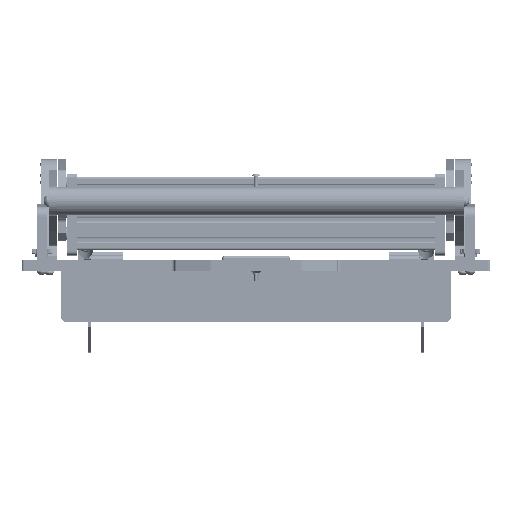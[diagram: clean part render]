
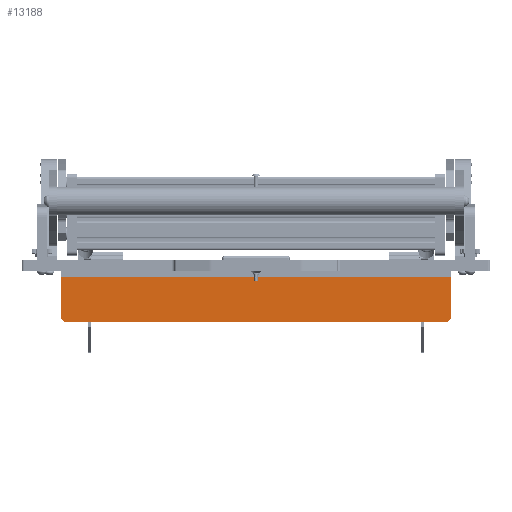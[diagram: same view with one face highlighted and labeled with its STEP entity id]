
A CAD part, top view. The second image highlights one B-rep face of the part: STEP entity #13188.
In plain terms, the highlighted face is planar.
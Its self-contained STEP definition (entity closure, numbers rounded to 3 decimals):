
#168 = CARTESIAN_POINT ( 'NONE',  ( -6., -50., 192. ) ) ;
#336 = LINE ( 'NONE', #87646, #2790 ) ;
#417 = DIRECTION ( 'NONE',  ( 0., 0., -1. ) ) ;
#2388 = EDGE_CURVE ( 'NONE', #4993, #70112, #32985, .T. ) ;
#2429 = CARTESIAN_POINT ( 'NONE',  ( -6., -47., -192. ) ) ;
#2790 = VECTOR ( 'NONE', #417, 1000. ) ;
#3469 = DIRECTION ( 'NONE',  ( 0., 1., 0. ) ) ;
#4993 = VERTEX_POINT ( 'NONE', #33259 ) ;
#7087 = DIRECTION ( 'NONE',  ( 0., -1., 0. ) ) ;
#10915 = ORIENTED_EDGE ( 'NONE', *, *, #43705, .T. ) ;
#13110 = VERTEX_POINT ( 'NONE', #2429 ) ;
#13188 = ADVANCED_FACE ( 'NONE', ( #55449 ), #89994, .F. ) ;
#13978 = DIRECTION ( 'NONE',  ( 0., -1., 0. ) ) ;
#14345 = CARTESIAN_POINT ( 'NONE',  ( -6., -6., 192. ) ) ;
#17979 = EDGE_CURVE ( 'NONE', #43695, #61999, #28918, .T. ) ;
#19707 = ORIENTED_EDGE ( 'NONE', *, *, #17979, .F. ) ;
#20094 = EDGE_LOOP ( 'NONE', ( #100151, #52116, #19707, #90037, #27567, #10915 ) ) ;
#26843 = CARTESIAN_POINT ( 'NONE',  ( -6., -6., 192. ) ) ;
#27567 = ORIENTED_EDGE ( 'NONE', *, *, #86733, .T. ) ;
#28194 = VECTOR ( 'NONE', #33443, 1000. ) ;
#28918 = LINE ( 'NONE', #14345, #44915 ) ;
#32985 = LINE ( 'NONE', #168, #94604 ) ;
#33150 = LINE ( 'NONE', #53939, #40548 ) ;
#33162 = CARTESIAN_POINT ( 'NONE',  ( -6., -6., -192. ) ) ;
#33259 = CARTESIAN_POINT ( 'NONE',  ( -6., -50., 189. ) ) ;
#33443 = DIRECTION ( 'NONE',  ( 0., -0.707, 0.707 ) ) ;
#35606 = LINE ( 'NONE', #81962, #28194 ) ;
#39746 = EDGE_CURVE ( 'NONE', #43695, #65026, #336, .T. ) ;
#40548 = VECTOR ( 'NONE', #13978, 1000. ) ;
#42783 = CARTESIAN_POINT ( 'NONE',  ( -6., -6., 192. ) ) ;
#43695 = VERTEX_POINT ( 'NONE', #26843 ) ;
#43705 = EDGE_CURVE ( 'NONE', #13110, #70112, #35606, .T. ) ;
#44915 = VECTOR ( 'NONE', #7087, 1000. ) ;
#47728 = DIRECTION ( 'NONE',  ( 0., 0., -1. ) ) ;
#52116 = ORIENTED_EDGE ( 'NONE', *, *, #86441, .T. ) ;
#53939 = CARTESIAN_POINT ( 'NONE',  ( -6., -6., -192. ) ) ;
#53970 = VECTOR ( 'NONE', #54031, 1000. ) ;
#54031 = DIRECTION ( 'NONE',  ( 0., 0.707, 0.707 ) ) ;
#55449 = FACE_OUTER_BOUND ( 'NONE', #20094, .T. ) ;
#61999 = VERTEX_POINT ( 'NONE', #91076 ) ;
#65026 = VERTEX_POINT ( 'NONE', #33162 ) ;
#69045 = AXIS2_PLACEMENT_3D ( 'NONE', #42783, #74153, #3469 ) ;
#70112 = VERTEX_POINT ( 'NONE', #97673 ) ;
#74153 = DIRECTION ( 'NONE',  ( 1., 0., 0. ) ) ;
#74941 = LINE ( 'NONE', #94039, #53970 ) ;
#81962 = CARTESIAN_POINT ( 'NONE',  ( -6., -50., -189. ) ) ;
#86441 = EDGE_CURVE ( 'NONE', #4993, #61999, #74941, .T. ) ;
#86733 = EDGE_CURVE ( 'NONE', #65026, #13110, #33150, .T. ) ;
#87646 = CARTESIAN_POINT ( 'NONE',  ( -6., -6., 192. ) ) ;
#89994 = PLANE ( 'NONE',  #69045 ) ;
#90037 = ORIENTED_EDGE ( 'NONE', *, *, #39746, .T. ) ;
#91076 = CARTESIAN_POINT ( 'NONE',  ( -6., -47., 192. ) ) ;
#94039 = CARTESIAN_POINT ( 'NONE',  ( -6., -47., 192. ) ) ;
#94604 = VECTOR ( 'NONE', #47728, 1000. ) ;
#97673 = CARTESIAN_POINT ( 'NONE',  ( -6., -50., -189. ) ) ;
#100151 = ORIENTED_EDGE ( 'NONE', *, *, #2388, .F. ) ;
